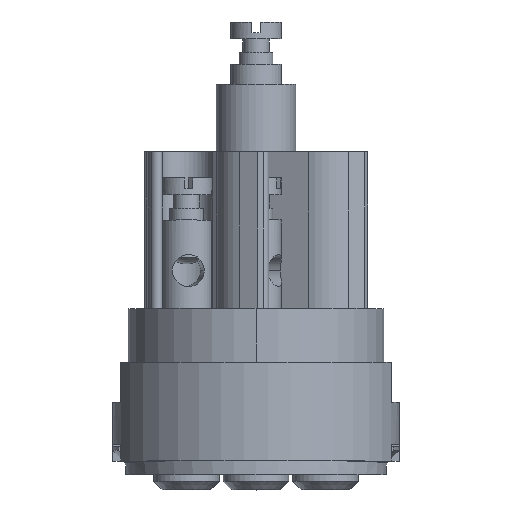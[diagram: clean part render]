
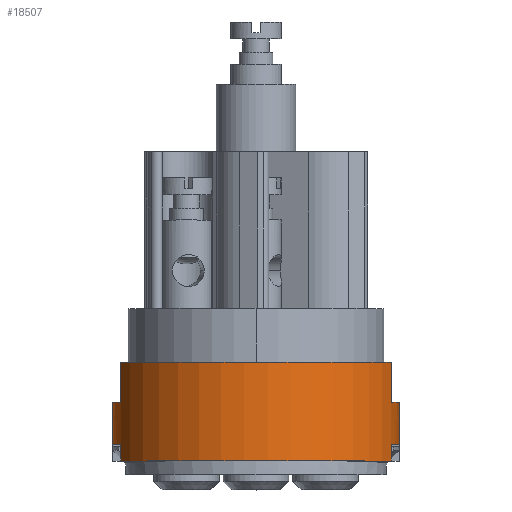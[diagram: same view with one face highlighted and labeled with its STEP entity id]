
A CAD part, top view. The second image highlights one B-rep face of the part: STEP entity #18507.
In plain terms, the highlighted cylindrical face has radius 8.5 mm (diameter 17 mm), a partial arc.
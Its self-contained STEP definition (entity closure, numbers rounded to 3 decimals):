
#1748=CARTESIAN_POINT('',(0.,-2.8,0.));
#1749=DIRECTION('',(0.,-1.,0.));
#1750=DIRECTION('',(-0.944,0.,0.329));
#1751=AXIS2_PLACEMENT_3D('',#1748,#1749,#1750);
#1781=DIRECTION('',(0.,1.,0.));
#1782=VECTOR('',#1781,2.35);
#1783=CARTESIAN_POINT('',(-8.026,-2.8,2.8));
#1784=LINE('',#1783,#1782);
#1785=CARTESIAN_POINT('',(0.,-0.45,0.));
#1786=DIRECTION('',(0.,1.,0.));
#1787=DIRECTION('',(-0.944,0.,0.329));
#1788=AXIS2_PLACEMENT_3D('',#1785,#1786,#1787);
#1790=DIRECTION('',(0.,-1.,0.));
#1791=VECTOR('',#1790,2.35);
#1792=CARTESIAN_POINT('',(8.026,-0.45,2.8));
#1793=LINE('',#1792,#1791);
#1794=CARTESIAN_POINT('',(0.,-2.8,0.));
#1795=DIRECTION('',(0.,-1.,0.));
#1796=DIRECTION('',(0.121,0.,-0.993));
#1797=AXIS2_PLACEMENT_3D('',#1794,#1795,#1796);
#1799=DIRECTION('',(0.,-1.,0.));
#1800=VECTOR('',#1799,3.5);
#1801=CARTESIAN_POINT('',(1.025,-2.8,-8.438));
#1802=LINE('',#1801,#1800);
#1803=DIRECTION('',(0.,1.,0.));
#1804=VECTOR('',#1803,1.);
#1805=CARTESIAN_POINT('',(8.026,-6.3,-2.8));
#1806=LINE('',#1805,#1804);
#1807=DIRECTION('',(0.,-1.,0.));
#1808=VECTOR('',#1807,1.);
#1809=CARTESIAN_POINT('',(8.495,-5.3,-0.3));
#1810=LINE('',#1809,#1808);
#1811=DIRECTION('',(0.,1.,0.));
#1812=VECTOR('',#1811,1.);
#1813=CARTESIAN_POINT('',(8.495,-6.3,0.3));
#1814=LINE('',#1813,#1812);
#1815=DIRECTION('',(0.,-1.,0.));
#1816=VECTOR('',#1815,1.);
#1817=CARTESIAN_POINT('',(8.026,-5.3,2.8));
#1818=LINE('',#1817,#1816);
#1819=CARTESIAN_POINT('',(0.,-6.3,0.));
#1820=DIRECTION('',(0.,-1.,0.));
#1821=DIRECTION('',(0.944,0.,0.329));
#1822=AXIS2_PLACEMENT_3D('',#1819,#1820,#1821);
#1824=DIRECTION('',(0.,1.,0.));
#1825=VECTOR('',#1824,1.);
#1826=CARTESIAN_POINT('',(-8.026,-6.3,2.8));
#1827=LINE('',#1826,#1825);
#1828=DIRECTION('',(0.,-1.,0.));
#1829=VECTOR('',#1828,1.);
#1830=CARTESIAN_POINT('',(-8.495,-5.3,0.3));
#1831=LINE('',#1830,#1829);
#1832=DIRECTION('',(0.,1.,0.));
#1833=VECTOR('',#1832,1.);
#1834=CARTESIAN_POINT('',(-8.495,-6.3,-0.3));
#1835=LINE('',#1834,#1833);
#1836=DIRECTION('',(0.,-1.,0.));
#1837=VECTOR('',#1836,1.);
#1838=CARTESIAN_POINT('',(-8.026,-5.3,-2.8));
#1839=LINE('',#1838,#1837);
#1840=DIRECTION('',(0.,1.,0.));
#1841=VECTOR('',#1840,3.5);
#1842=CARTESIAN_POINT('',(-1.025,-6.3,-8.438));
#1843=LINE('',#1842,#1841);
#1844=CARTESIAN_POINT('',(0.,-2.8,0.));
#1845=DIRECTION('',(0.,-1.,0.));
#1846=DIRECTION('',(-0.944,0.,-0.329));
#1847=AXIS2_PLACEMENT_3D('',#1844,#1845,#1846);
#1853=CARTESIAN_POINT('',(0.,-2.8,0.));
#1854=DIRECTION('',(0.,-1.,0.));
#1855=DIRECTION('',(0.944,0.,-0.329));
#1856=AXIS2_PLACEMENT_3D('',#1853,#1854,#1855);
#2097=CARTESIAN_POINT('',(0.,-6.3,0.));
#2098=DIRECTION('',(0.,1.,0.));
#2099=DIRECTION('',(-0.999,0.,-0.035));
#2100=AXIS2_PLACEMENT_3D('',#2097,#2098,#2099);
#2124=CARTESIAN_POINT('',(0.,-5.3,0.));
#2125=DIRECTION('',(0.,1.,0.));
#2126=DIRECTION('',(-0.999,0.,0.035));
#2127=AXIS2_PLACEMENT_3D('',#2124,#2125,#2126);
#2294=CARTESIAN_POINT('',(0.,-5.3,0.));
#2295=DIRECTION('',(0.,1.,0.));
#2296=DIRECTION('',(-0.944,0.,-0.329));
#2297=AXIS2_PLACEMENT_3D('',#2294,#2295,#2296);
#2348=CARTESIAN_POINT('',(0.,-6.3,0.));
#2349=DIRECTION('',(0.,1.,0.));
#2350=DIRECTION('',(-0.121,0.,-0.993));
#2351=AXIS2_PLACEMENT_3D('',#2348,#2349,#2350);
#2928=CARTESIAN_POINT('',(0.,-6.3,0.));
#2929=DIRECTION('',(0.,1.,0.));
#2930=DIRECTION('',(0.944,0.,-0.329));
#2931=AXIS2_PLACEMENT_3D('',#2928,#2929,#2930);
#11603=CARTESIAN_POINT('',(0.,-6.3,0.));
#11604=DIRECTION('',(0.,1.,0.));
#11605=DIRECTION('',(0.999,0.,0.035));
#11606=AXIS2_PLACEMENT_3D('',#11603,#11604,#11605);
#11622=CARTESIAN_POINT('',(0.,-5.3,0.));
#11623=DIRECTION('',(0.,1.,0.));
#11624=DIRECTION('',(0.999,0.,-0.035));
#11625=AXIS2_PLACEMENT_3D('',#11622,#11623,#11624);
#11637=CARTESIAN_POINT('',(0.,-5.3,0.));
#11638=DIRECTION('',(0.,1.,0.));
#11639=DIRECTION('',(0.944,0.,0.329));
#11640=AXIS2_PLACEMENT_3D('',#11637,#11638,#11639);
#14551=CARTESIAN_POINT('',(-1.025,-6.3,-8.438));
#14553=VERTEX_POINT('',#14551);
#14559=CARTESIAN_POINT('',(-8.495,-5.3,0.3));
#14560=CARTESIAN_POINT('',(-8.026,-5.3,2.8));
#14561=VERTEX_POINT('',#14559);
#14562=VERTEX_POINT('',#14560);
#14563=CARTESIAN_POINT('',(-8.495,-6.3,0.3));
#14564=VERTEX_POINT('',#14563);
#14565=CARTESIAN_POINT('',(-8.495,-6.3,-0.3));
#14566=VERTEX_POINT('',#14565);
#14567=CARTESIAN_POINT('',(-8.495,-5.3,-0.3));
#14568=VERTEX_POINT('',#14567);
#14569=CARTESIAN_POINT('',(-8.026,-5.3,-2.8));
#14570=VERTEX_POINT('',#14569);
#14571=CARTESIAN_POINT('',(-8.026,-6.3,-2.8));
#14572=VERTEX_POINT('',#14571);
#14573=CARTESIAN_POINT('',(8.026,-6.3,-2.8));
#14574=CARTESIAN_POINT('',(1.025,-6.3,-8.438));
#14575=VERTEX_POINT('',#14573);
#14576=VERTEX_POINT('',#14574);
#14577=CARTESIAN_POINT('',(8.026,-5.3,-2.8));
#14578=VERTEX_POINT('',#14577);
#14579=CARTESIAN_POINT('',(8.495,-5.3,-0.3));
#14580=VERTEX_POINT('',#14579);
#14581=CARTESIAN_POINT('',(8.495,-6.3,-0.3));
#14582=VERTEX_POINT('',#14581);
#14583=CARTESIAN_POINT('',(8.495,-6.3,0.3));
#14584=VERTEX_POINT('',#14583);
#14585=CARTESIAN_POINT('',(8.495,-5.3,0.3));
#14586=VERTEX_POINT('',#14585);
#14587=CARTESIAN_POINT('',(8.026,-5.3,2.8));
#14588=VERTEX_POINT('',#14587);
#14589=CARTESIAN_POINT('',(8.026,-6.3,2.8));
#14590=VERTEX_POINT('',#14589);
#14591=CARTESIAN_POINT('',(-8.026,-6.3,2.8));
#14592=VERTEX_POINT('',#14591);
#16012=CARTESIAN_POINT('',(8.026,-0.45,2.8));
#16013=VERTEX_POINT('',#16012);
#16014=CARTESIAN_POINT('',(-8.026,-0.45,2.8));
#16015=VERTEX_POINT('',#16014);
#16674=CARTESIAN_POINT('',(-8.026,-2.8,-2.8));
#16675=CARTESIAN_POINT('',(-1.025,-2.8,-8.438));
#16676=VERTEX_POINT('',#16674);
#16677=VERTEX_POINT('',#16675);
#16678=CARTESIAN_POINT('',(1.025,-2.8,-8.438));
#16679=CARTESIAN_POINT('',(8.026,-2.8,-2.8));
#16680=VERTEX_POINT('',#16678);
#16681=VERTEX_POINT('',#16679);
#16702=CARTESIAN_POINT('',(8.026,-2.8,2.8));
#16703=VERTEX_POINT('',#16702);
#16704=CARTESIAN_POINT('',(-8.026,-2.8,2.8));
#16705=VERTEX_POINT('',#16704);
#18451=CARTESIAN_POINT('',(0.,-2.585,0.));
#18452=DIRECTION('',(0.,-1.,0.));
#18453=DIRECTION('',(0.,0.,1.));
#18454=AXIS2_PLACEMENT_3D('',#18451,#18452,#18453);
#18455=CYLINDRICAL_SURFACE('',#18454,8.5);
#18456=ORIENTED_EDGE('',*,*,#18391,.F.);
#18457=ORIENTED_EDGE('',*,*,#18446,.T.);
#18458=ORIENTED_EDGE('',*,*,#18341,.T.);
#18460=ORIENTED_EDGE('',*,*,#18459,.T.);
#18462=ORIENTED_EDGE('',*,*,#18461,.F.);
#18464=ORIENTED_EDGE('',*,*,#18463,.F.);
#18466=ORIENTED_EDGE('',*,*,#18465,.T.);
#18468=ORIENTED_EDGE('',*,*,#18467,.F.);
#18470=ORIENTED_EDGE('',*,*,#18469,.T.);
#18472=ORIENTED_EDGE('',*,*,#18471,.F.);
#18474=ORIENTED_EDGE('',*,*,#18473,.T.);
#18476=ORIENTED_EDGE('',*,*,#18475,.F.);
#18478=ORIENTED_EDGE('',*,*,#18477,.T.);
#18480=ORIENTED_EDGE('',*,*,#18479,.F.);
#18482=ORIENTED_EDGE('',*,*,#18481,.T.);
#18484=ORIENTED_EDGE('',*,*,#18483,.T.);
#18486=ORIENTED_EDGE('',*,*,#18485,.T.);
#18488=ORIENTED_EDGE('',*,*,#18487,.F.);
#18490=ORIENTED_EDGE('',*,*,#18489,.T.);
#18492=ORIENTED_EDGE('',*,*,#18491,.F.);
#18494=ORIENTED_EDGE('',*,*,#18493,.T.);
#18496=ORIENTED_EDGE('',*,*,#18495,.F.);
#18498=ORIENTED_EDGE('',*,*,#18497,.T.);
#18500=ORIENTED_EDGE('',*,*,#18499,.F.);
#18502=ORIENTED_EDGE('',*,*,#18501,.T.);
#18504=ORIENTED_EDGE('',*,*,#18503,.F.);
#18505=EDGE_LOOP('',(#18456,#18457,#18458,#18460,#18462,#18464,#18466,#18468,
#18470,#18472,#18474,#18476,#18478,#18480,#18482,#18484,#18486,#18488,#18490,
#18492,#18494,#18496,#18498,#18500,#18502,#18504));
#18506=FACE_OUTER_BOUND('',#18505,.F.);
#1752=CIRCLE('',#1751,8.5);
#1789=CIRCLE('',#1788,8.5);
#1798=CIRCLE('',#1797,8.5);
#1823=CIRCLE('',#1822,8.5);
#1848=CIRCLE('',#1847,8.5);
#1857=CIRCLE('',#1856,8.5);
#2101=CIRCLE('',#2100,8.5);
#2128=CIRCLE('',#2127,8.5);
#2298=CIRCLE('',#2297,8.5);
#2352=CIRCLE('',#2351,8.5);
#2932=CIRCLE('',#2931,8.5);
#11607=CIRCLE('',#11606,8.5);
#11626=CIRCLE('',#11625,8.5);
#11641=CIRCLE('',#11640,8.5);
#18341=EDGE_CURVE('',#16015,#16013,#1789,.T.);
#18391=EDGE_CURVE('',#16705,#16676,#1752,.T.);
#18446=EDGE_CURVE('',#16705,#16015,#1784,.T.);
#18459=EDGE_CURVE('',#16013,#16703,#1793,.T.);
#18461=EDGE_CURVE('',#16681,#16703,#1857,.T.);
#18463=EDGE_CURVE('',#16680,#16681,#1798,.T.);
#18465=EDGE_CURVE('',#16680,#14576,#1802,.T.);
#18467=EDGE_CURVE('',#14575,#14576,#2932,.T.);
#18469=EDGE_CURVE('',#14575,#14578,#1806,.T.);
#18471=EDGE_CURVE('',#14580,#14578,#11626,.T.);
#18473=EDGE_CURVE('',#14580,#14582,#1810,.T.);
#18475=EDGE_CURVE('',#14584,#14582,#11607,.T.);
#18477=EDGE_CURVE('',#14584,#14586,#1814,.T.);
#18479=EDGE_CURVE('',#14588,#14586,#11641,.T.);
#18481=EDGE_CURVE('',#14588,#14590,#1818,.T.);
#18483=EDGE_CURVE('',#14590,#14592,#1823,.T.);
#18485=EDGE_CURVE('',#14592,#14562,#1827,.T.);
#18487=EDGE_CURVE('',#14561,#14562,#2128,.T.);
#18489=EDGE_CURVE('',#14561,#14564,#1831,.T.);
#18491=EDGE_CURVE('',#14566,#14564,#2101,.T.);
#18493=EDGE_CURVE('',#14566,#14568,#1835,.T.);
#18495=EDGE_CURVE('',#14570,#14568,#2298,.T.);
#18497=EDGE_CURVE('',#14570,#14572,#1839,.T.);
#18499=EDGE_CURVE('',#14553,#14572,#2352,.T.);
#18501=EDGE_CURVE('',#14553,#16677,#1843,.T.);
#18503=EDGE_CURVE('',#16676,#16677,#1848,.T.);
#18507=ADVANCED_FACE('',(#18506),#18455,.T.);
